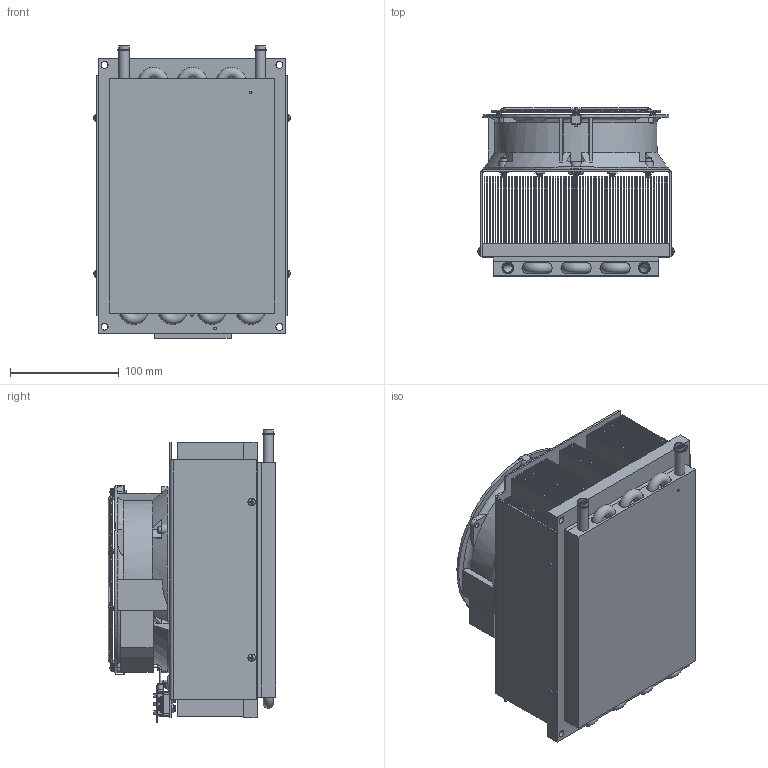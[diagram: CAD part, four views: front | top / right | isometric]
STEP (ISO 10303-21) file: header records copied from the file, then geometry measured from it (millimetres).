
FILE_DESCRIPTION(/* description */ ('Alibre Inc.'),/* implementation_level */ '2;1');
FILE_NAME(/* name */ 'export-D16FEB7A-3F49-47EE-9B84-A98787AF7F3F',/* time_stamp */ '2022-06-15T16:17:06-04:00',/* author */ (''),/* organization */ (''),/* preprocessor_version */ 'ST-DEVELOPER v17',/* originating_system */ 'Alibre',/* authorisation */ '');
FILE_SCHEMA (('AUTOMOTIVE_DESIGN'));
Length unit declared in the file: millimetre
Products named in the file (56): rev I; sc162_w5
Bounding box: 180.8 x 154.79 x 269.23 mm (x, y, z)
Volume: 2289163.1 mm3; surface area: 2460925.8 mm2
Topology: 173 solids, 173 shells, 3561 faces, 8704 edges, 5736 vertices
Faces by surface type: plane 2215, cylinder 562, bspline 414, torus 214, cone 134, sphere 22
Full cylindrical faces by diameter (mm): 1.397 x8, 1.524 x12, 2.459 x4, 2.54 x2, 2.642 x29, 3.175 x1, 3.242 x1, 3.505 x33, 4.166 x16, 4.216 x8, 4.267 x8, 4.318 x8, 4.369 x8, 4.699 x4, 4.775 x8, 5.563 x8, 5.74 x11, 5.842 x8, 6.299 x8, 6.35 x7, 6.858 x22, 8.103 x2, 8.407 x14, 8.611 x8, 9.525 x27, 9.652 x1, 10.008 x16, 10.312 x8, 10.922 x2, 12.7 x8
Entity records: 69768 total; most frequent: CARTESIAN_POINT 20269, ORIENTED_EDGE 10680, DIRECTION 7390, EDGE_CURVE 5339, VERTEX_POINT 3622, VECTOR 3237, LINE 3237, EDGE_LOOP 2728
